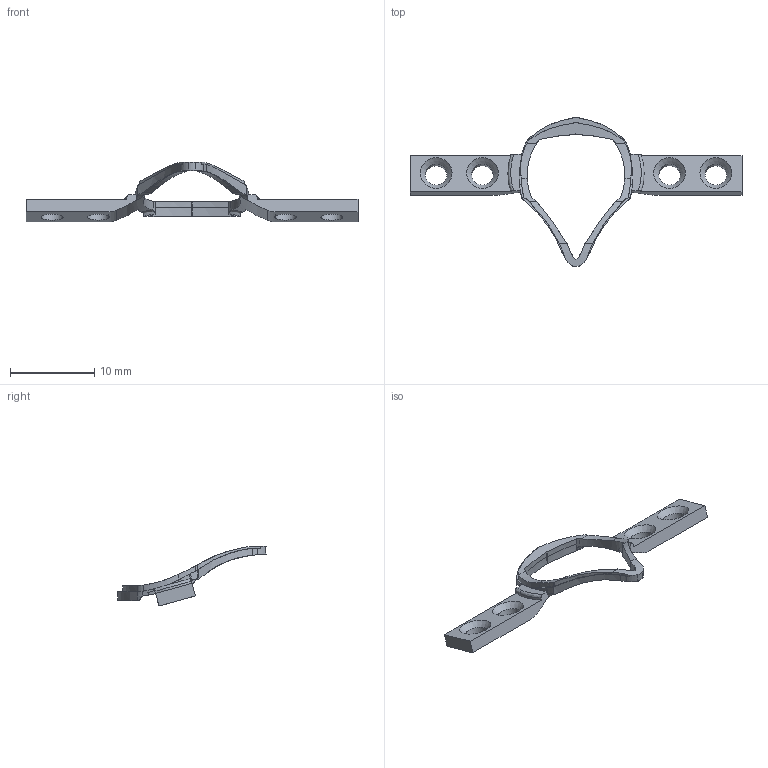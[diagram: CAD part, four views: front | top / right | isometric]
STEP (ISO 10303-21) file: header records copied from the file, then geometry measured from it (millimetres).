
FILE_DESCRIPTION(/* description */ (''),/* implementation_level */ '2;1');
FILE_NAME(/* name */ 'cSkull_small_3.0.stp',/* time_stamp */ '2019-08-26T16:16:06-07:00',/* author */ ('McCormick Lab'),/* organization */ (''),/* preprocessor_version */ 'ST-DEVELOPER v16.13',/* originating_system */ 'Autodesk Inventor 2018',/* authorisation */ '');
FILE_SCHEMA (('AUTOMOTIVE_DESIGN { 1 0 10303 214 3 1 1 }'));
Length unit declared in the file: millimetre
Products named in the file (1): cSkull_small_3.0
Bounding box: 39.42 x 17.68 x 7.12 mm (x, y, z)
Volume: 191.5 mm3; surface area: 555.7 mm2
Topology: 1 solids, 1 shells, 228 faces, 662 edges, 433 vertices
Faces by surface type: cylinder 169, plane 49, bspline 4, cone 4, torus 2
Full cylindrical faces by diameter (mm): 2.6 x4
Entity records: 8035 total; most frequent: CARTESIAN_POINT 2161, ORIENTED_EDGE 1284, DIRECTION 1180, EDGE_CURVE 638, AXIS2_PLACEMENT_3D 459, VERTEX_POINT 410, LINE 262, VECTOR 262
